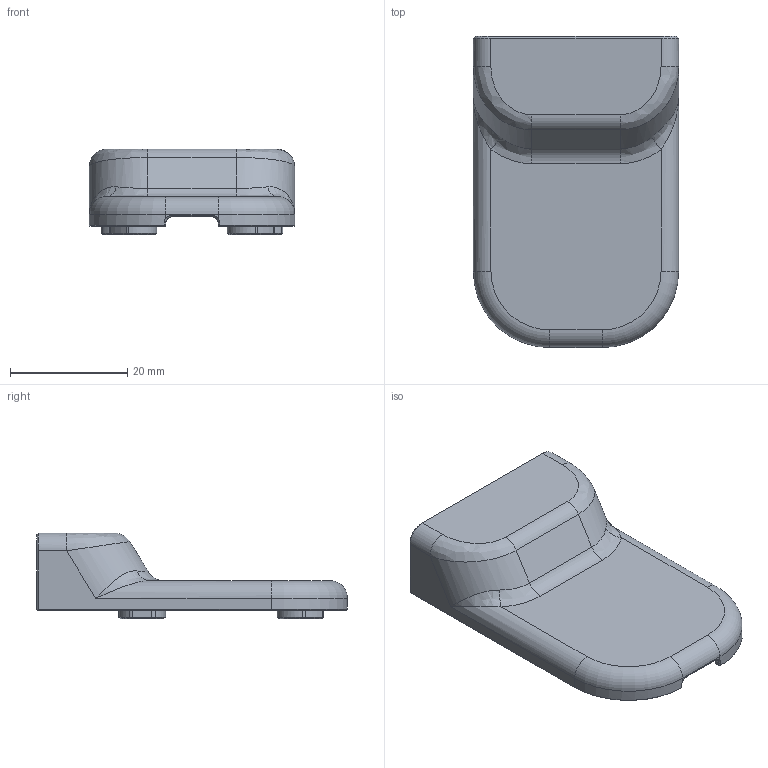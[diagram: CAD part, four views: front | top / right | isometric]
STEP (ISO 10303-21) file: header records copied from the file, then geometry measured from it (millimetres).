
FILE_DESCRIPTION(/* description */ (''),/* implementation_level */ '2;1');
FILE_NAME(/* name */ 'usb-can_housing-upper-clean.step',/* time_stamp */ '2021-08-25T13:59:38+02:00',/* author */ (''),/* organization */ (''),/* preprocessor_version */ 'ST-DEVELOPER v18.1',/* originating_system */ 'Autodesk Translation Framework v10.9.0.1377',/* authorisation */ '');
FILE_SCHEMA (('AUTOMOTIVE_DESIGN { 1 0 10303 214 3 1 1 }'));
Length unit declared in the file: millimetre
Products named in the file (1): housing_upper
Bounding box: 35 x 53 x 14.6 mm (x, y, z)
Volume: 5784.5 mm3; surface area: 5641.4 mm2
Topology: 1 solids, 1 shells, 248 faces, 585 edges, 339 vertices
Faces by surface type: plane 93, cylinder 53, cone 44, bspline 40, torus 11, sphere 7
Full cylindrical faces by diameter (mm): 4 x4
Entity records: 7917 total; most frequent: CARTESIAN_POINT 2398, ORIENTED_EDGE 1162, DIRECTION 1120, EDGE_CURVE 581, AXIS2_PLACEMENT_3D 417, VERTEX_POINT 339, LINE 286, VECTOR 286
